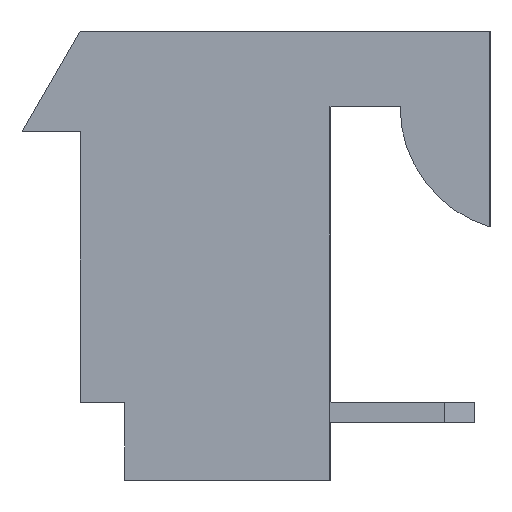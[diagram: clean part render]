
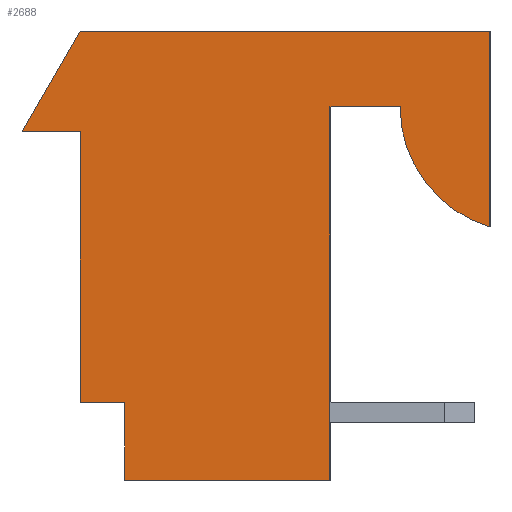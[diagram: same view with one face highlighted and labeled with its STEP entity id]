
A CAD part, left-side view. The second image highlights one B-rep face of the part: STEP entity #2688.
In plain terms, the highlighted planar face has unit normal (-1, 0, 0).
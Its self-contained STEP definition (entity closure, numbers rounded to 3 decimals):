
#1=DIRECTION('',(0.,0.,1.));
#2=VECTOR('',#1,6.88);
#3=CARTESIAN_POINT('',(-9.855,10.414,-9.42));
#4=LINE('',#3,#2);
#5=DIRECTION('',(0.,-1.,0.));
#6=VECTOR('',#5,1.473);
#7=CARTESIAN_POINT('',(-9.855,11.887,-2.54));
#8=LINE('',#7,#6);
#9=DIRECTION('',(0.,0.502,-0.865));
#10=VECTOR('',#9,2.936);
#11=CARTESIAN_POINT('',(-9.855,10.414,0.));
#12=LINE('',#11,#10);
#13=DIRECTION('',(0.,-1.,0.));
#14=VECTOR('',#13,10.414);
#15=CARTESIAN_POINT('',(-9.855,10.414,0.));
#16=LINE('',#15,#14);
#17=DIRECTION('',(0.,0.,-1.));
#18=VECTOR('',#17,4.961);
#19=CARTESIAN_POINT('',(-9.855,0.,0.));
#20=LINE('',#19,#18);
#21=CARTESIAN_POINT('',(-9.855,-0.896,-1.91));
#22=DIRECTION('',(1.,0.,0.));
#23=DIRECTION('',(0.,0.282,-0.959));
#24=AXIS2_PLACEMENT_3D('',#21,#22,#23);
#26=DIRECTION('',(0.,1.,0.));
#27=VECTOR('',#26,1.78);
#28=CARTESIAN_POINT('',(-9.855,2.284,-1.91));
#29=LINE('',#28,#27);
#30=DIRECTION('',(0.,0.,-1.));
#31=VECTOR('',#30,9.49);
#32=CARTESIAN_POINT('',(-9.855,4.064,-1.91));
#33=LINE('',#32,#31);
#34=DIRECTION('',(0.,1.,0.));
#35=VECTOR('',#34,5.21);
#36=CARTESIAN_POINT('',(-9.855,4.064,-11.4));
#37=LINE('',#36,#35);
#38=DIRECTION('',(0.,0.,1.));
#39=VECTOR('',#38,1.98);
#40=CARTESIAN_POINT('',(-9.855,9.274,-11.4));
#41=LINE('',#40,#39);
#42=DIRECTION('',(0.,1.,0.));
#43=VECTOR('',#42,1.14);
#44=CARTESIAN_POINT('',(-9.855,9.274,-9.42));
#45=LINE('',#44,#43);
#2015=CARTESIAN_POINT('',(-9.855,0.,0.));
#2016=CARTESIAN_POINT('',(-9.855,0.,-4.961));
#2017=VERTEX_POINT('',#2015);
#2018=VERTEX_POINT('',#2016);
#2019=CARTESIAN_POINT('',(-9.855,2.284,-1.91));
#2020=CARTESIAN_POINT('',(-9.855,4.064,-1.91));
#2021=VERTEX_POINT('',#2019);
#2022=VERTEX_POINT('',#2020);
#2023=CARTESIAN_POINT('',(-9.855,4.064,-11.4));
#2024=VERTEX_POINT('',#2023);
#2025=CARTESIAN_POINT('',(-9.855,9.274,-11.4));
#2026=VERTEX_POINT('',#2025);
#2027=CARTESIAN_POINT('',(-9.855,9.274,-9.42));
#2028=VERTEX_POINT('',#2027);
#2029=CARTESIAN_POINT('',(-9.855,10.414,-9.42));
#2030=VERTEX_POINT('',#2029);
#2291=CARTESIAN_POINT('',(-9.855,10.414,-2.54));
#2292=VERTEX_POINT('',#2291);
#2293=CARTESIAN_POINT('',(-9.855,10.414,0.));
#2294=VERTEX_POINT('',#2293);
#2308=CARTESIAN_POINT('',(-9.855,11.887,-2.54));
#2310=VERTEX_POINT('',#2308);
#2659=CARTESIAN_POINT('',(-9.855,0.,0.));
#2660=DIRECTION('',(1.,0.,0.));
#2661=DIRECTION('',(0.,0.,-1.));
#2662=AXIS2_PLACEMENT_3D('',#2659,#2660,#2661);
#2663=PLANE('',#2662);
#2665=ORIENTED_EDGE('',*,*,#2664,.T.);
#2667=ORIENTED_EDGE('',*,*,#2666,.F.);
#2669=ORIENTED_EDGE('',*,*,#2668,.F.);
#2671=ORIENTED_EDGE('',*,*,#2670,.T.);
#2673=ORIENTED_EDGE('',*,*,#2672,.T.);
#2675=ORIENTED_EDGE('',*,*,#2674,.T.);
#2677=ORIENTED_EDGE('',*,*,#2676,.T.);
#2679=ORIENTED_EDGE('',*,*,#2678,.T.);
#2681=ORIENTED_EDGE('',*,*,#2680,.T.);
#2683=ORIENTED_EDGE('',*,*,#2682,.T.);
#2685=ORIENTED_EDGE('',*,*,#2684,.T.);
#2686=EDGE_LOOP('',(#2665,#2667,#2669,#2671,#2673,#2675,#2677,#2679,#2681,#2683,
#2685));
#2687=FACE_OUTER_BOUND('',#2686,.F.);
#2688=ADVANCED_FACE('',(#2687),#2663,.F.);
#25=CIRCLE('',#24,3.18);
#2664=EDGE_CURVE('',#2030,#2292,#4,.T.);
#2666=EDGE_CURVE('',#2310,#2292,#8,.T.);
#2668=EDGE_CURVE('',#2294,#2310,#12,.T.);
#2670=EDGE_CURVE('',#2294,#2017,#16,.T.);
#2672=EDGE_CURVE('',#2017,#2018,#20,.T.);
#2674=EDGE_CURVE('',#2018,#2021,#25,.T.);
#2676=EDGE_CURVE('',#2021,#2022,#29,.T.);
#2678=EDGE_CURVE('',#2022,#2024,#33,.T.);
#2680=EDGE_CURVE('',#2024,#2026,#37,.T.);
#2682=EDGE_CURVE('',#2026,#2028,#41,.T.);
#2684=EDGE_CURVE('',#2028,#2030,#45,.T.);
